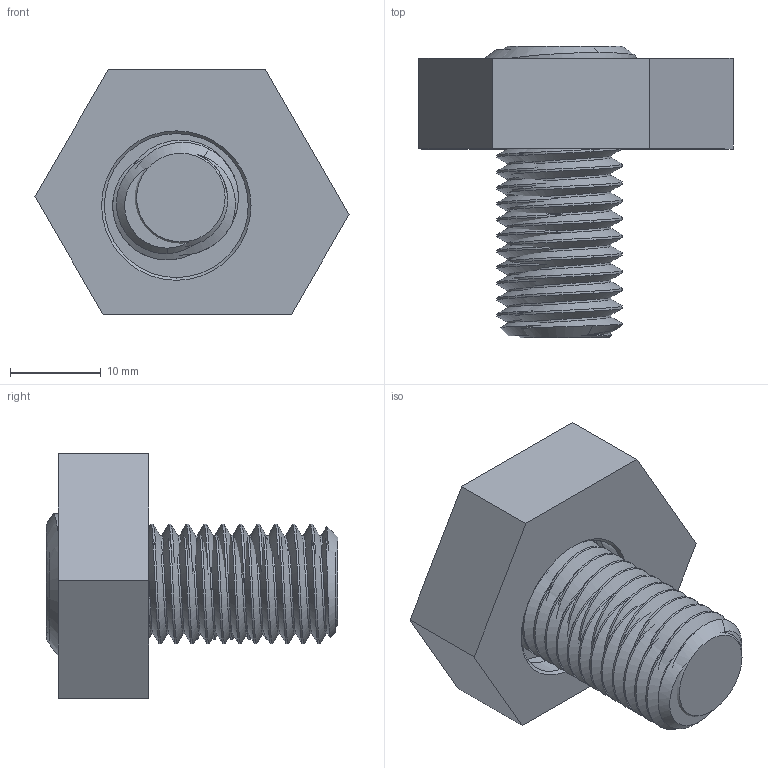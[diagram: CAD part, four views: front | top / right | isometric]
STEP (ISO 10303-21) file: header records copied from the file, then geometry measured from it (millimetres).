
FILE_DESCRIPTION (( 'STEP AP214' ), '1' );
FILE_NAME ('90115_Miteebite.STEP', '2021-10-20T17:54:10', ( '' ), ( '' ), 'SwSTEP 2.0', 'SolidWorks 2021', '' );
FILE_SCHEMA (( 'AUTOMOTIVE_DESIGN' ));
Length unit declared in the file: inch
Products named in the file (4): 90115_Miteebite; 901101_901101; 10374_10374; 50371_50371
Assembly tree (3 placements, depth 2):
  90115_Miteebite
    901101_901101
    10374_10374
    50371_50371
Bounding box: 34.64 x 32.13 x 27 mm (x, y, z)
Volume: 12153.4 mm3; surface area: 7267.7 mm2
Topology: 3 solids, 3 shells, 236 faces, 622 edges, 405 vertices
Faces by surface type: cylinder 91, plane 77, bspline 40, cone 24, sphere 4
Entity records: 14230 total; most frequent: CARTESIAN_POINT 9022, ORIENTED_EDGE 1244, DIRECTION 799, EDGE_CURVE 622, VERTEX_POINT 405, LINE 297, VECTOR 297, AXIS2_PLACEMENT_3D 251
